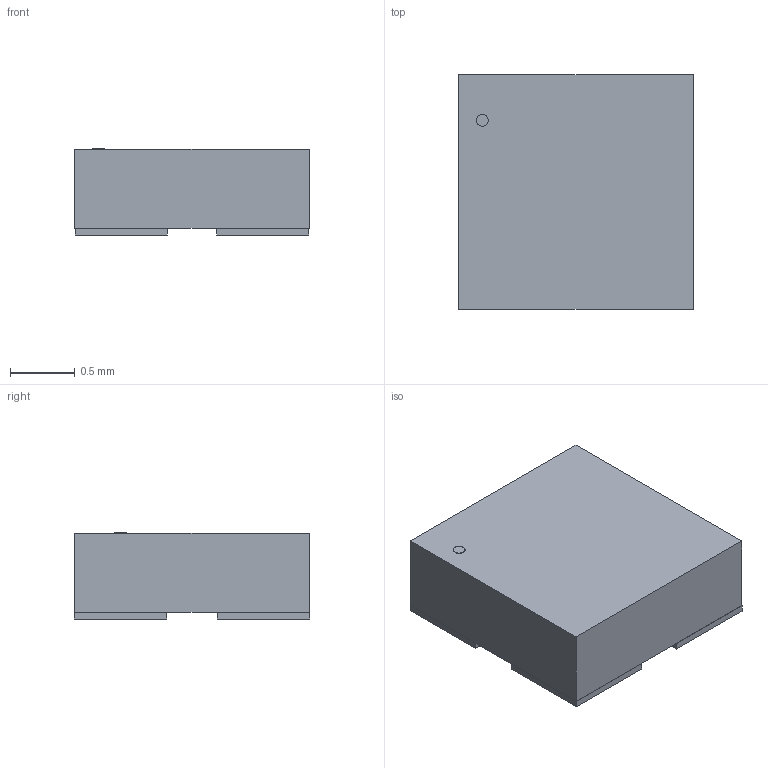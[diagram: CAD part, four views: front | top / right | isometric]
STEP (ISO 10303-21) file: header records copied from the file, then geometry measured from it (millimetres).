
FILE_DESCRIPTION(('STEP AP214'),'1');
FILE_NAME('19-C47/RSGHBHC-5V01/2T_EVE','2023-05-17T11:23:10',(''),(''),'','','');
FILE_SCHEMA(('AUTOMOTIVE_DESIGN'));
Length unit declared in the file: millimetre
Products named in the file (1): product
Bounding box: 1.8 x 1.81 x 0.66 mm (x, y, z)
Volume: 2.1 mm3; surface area: 15.5 mm2
Topology: 6 solids, 6 shells, 33 faces, 63 edges, 42 vertices
Faces by surface type: plane 32, cylinder 1
Full cylindrical faces by diameter (mm): 0.09 x1
Entity records: 949 total; most frequent: DIRECTION 134, ORIENTED_EDGE 124, CARTESIAN_POINT 79, EDGE_CURVE 62, LINE 60, VECTOR 60, VERTEX_POINT 42, AXIS2_PLACEMENT_3D 37
